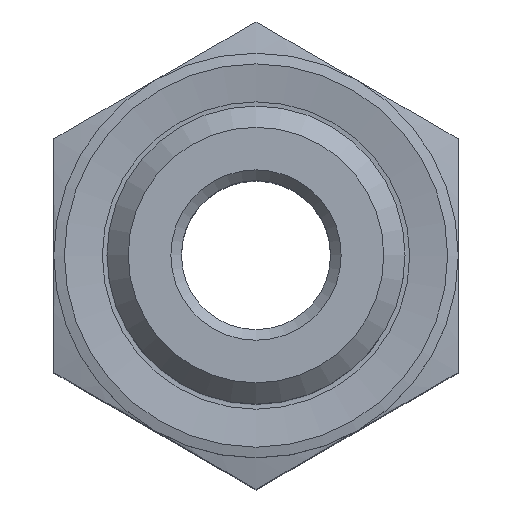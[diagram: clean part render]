
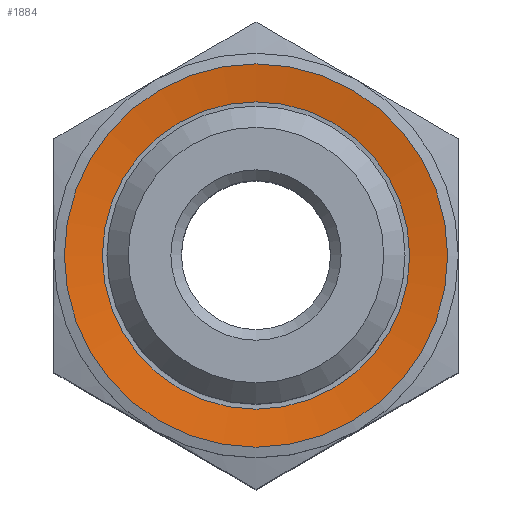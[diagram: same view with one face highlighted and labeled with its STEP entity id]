
A CAD part, top view. The second image highlights one B-rep face of the part: STEP entity #1884.
In plain terms, the highlighted conical face has half-angle 82 degrees and reference radius 7.425 mm.
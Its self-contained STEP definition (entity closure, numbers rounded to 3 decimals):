
#1850=CARTESIAN_POINT('',(-3.609,-6.25,23.749));
#1851=VERTEX_POINT('',#1850);
#1852=CARTESIAN_POINT('',(0.,0.,23.749));
#1853=DIRECTION('',(0.0,0.0,1.0));
#1854=DIRECTION('',(0.5,0.866,0.0));
#1855=AXIS2_PLACEMENT_3D('',#1852,#1853,#1854);
#1856=CIRCLE('',#1855,7.217);
#1857=EDGE_CURVE('',#1851,#1851,#1856,.T.);
#1865=CARTESIAN_POINT('',(0.0,0.0,23.779));
#1866=DIRECTION('',(0.0,0.0,1.0));
#1867=DIRECTION('',(-0.5,-0.866,0.0));
#1868=AXIS2_PLACEMENT_3D('',#1865,#1866,#1867);
#1869=CONICAL_SURFACE('',#1868,7.425,82.);
#1870=CARTESIAN_POINT('',(-4.5,-7.794,24.));
#1871=VERTEX_POINT('',#1870);
#1872=CARTESIAN_POINT('',(0.0,0.0,24.));
#1873=DIRECTION('',(0.0,0.0,-1.0));
#1874=DIRECTION('',(-0.5,-0.866,0.0));
#1875=AXIS2_PLACEMENT_3D('',#1872,#1873,#1874);
#1876=CIRCLE('',#1875,9.);
#1877=EDGE_CURVE('',#1871,#1871,#1876,.T.);
#1878=ORIENTED_EDGE('',*,*,#1877,.F.);
#1879=EDGE_LOOP('',(#1878));
#1880=FACE_OUTER_BOUND('',#1879,.T.);
#1881=ORIENTED_EDGE('',*,*,#1857,.F.);
#1882=EDGE_LOOP('',(#1881));
#1883=FACE_BOUND('',#1882,.T.);
#1884=ADVANCED_FACE('',(#1880,#1883),#1869,.F.);
